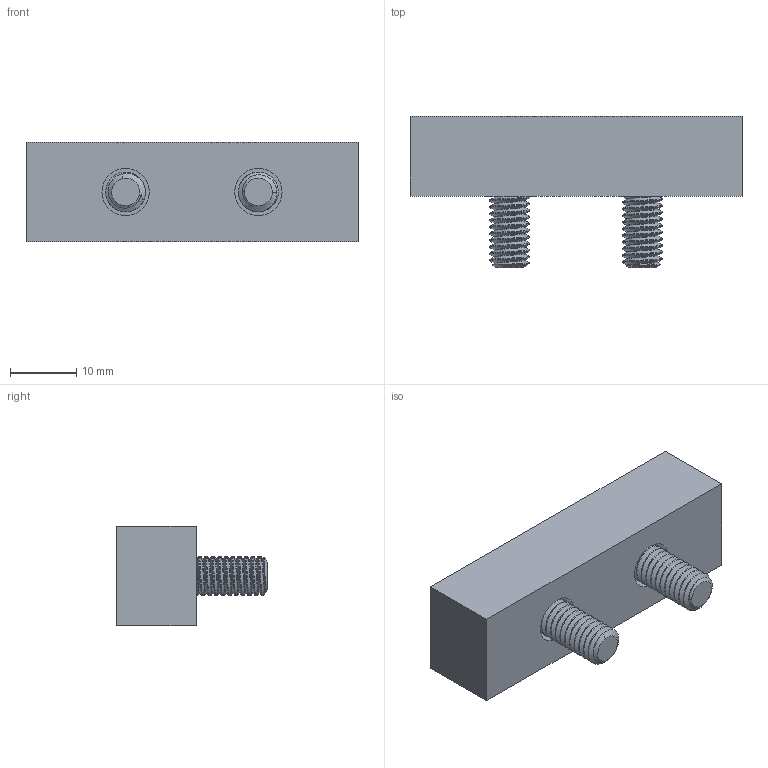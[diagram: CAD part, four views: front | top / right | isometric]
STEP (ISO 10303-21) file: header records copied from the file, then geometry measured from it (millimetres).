
FILE_DESCRIPTION (( 'STEP AP203' ), '1' );
FILE_NAME ('83200.STEP', '2021-09-14T15:10:21', ( '' ), ( '' ), 'SwSTEP 2.0', 'SolidWorks 2021', '' );
FILE_SCHEMA (( 'CONFIG_CONTROL_DESIGN' ));
Length unit declared in the file: inch
Products named in the file (3): 832001_832001; 83200; M616MM SHCS_M616MM SHCS 
Assembly tree (3 placements, depth 2):
  83200
    832001_832001
    M616MM SHCS_M616MM SHCS   x2
Bounding box: 50 x 22.73 x 15 mm (x, y, z)
Volume: 8939.5 mm3; surface area: 5272.6 mm2
Topology: 3 solids, 3 shells, 200 faces, 532 edges, 344 vertices
Faces by surface type: cylinder 142, plane 28, cone 26, bspline 4
Entity records: 5967 total; most frequent: CARTESIAN_POINT 3345, ORIENTED_EDGE 568, DIRECTION 402, EDGE_CURVE 284, VERTEX_POINT 184, AXIS2_PLACEMENT_3D 149, EDGE_LOOP 116, ADVANCED_FACE 108
